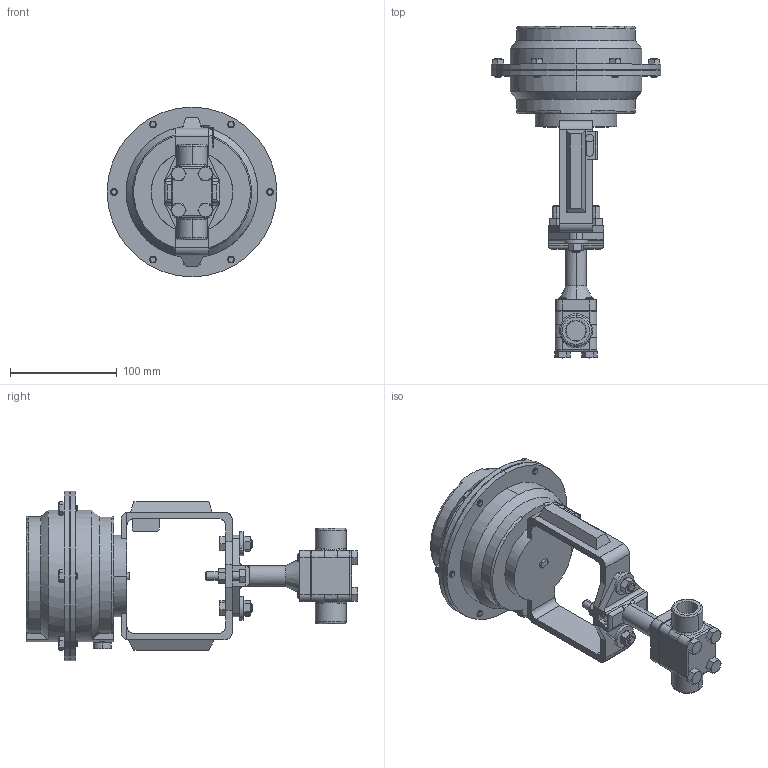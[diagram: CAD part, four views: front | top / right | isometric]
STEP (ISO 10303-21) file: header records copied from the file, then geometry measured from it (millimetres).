
FILE_DESCRIPTION (( 'STEP AP203' ), '1' );
FILE_NAME ('708-050-CS+S6-PT-14M.STEP', '2017-09-13T11:48:22', ( '' ), ( '' ), 'SwSTEP 2.0', 'SolidWorks 2014', '' );
FILE_SCHEMA (( 'CONFIG_CONTROL_DESIGN' ));
Length unit declared in the file: inch
Products named in the file (1): 708-050-CS+S6-PT-14M
Bounding box: 158.75 x 310.48 x 158.75 mm (x, y, z)
Volume: 1314459.1 mm3; surface area: 141362.1 mm2
Topology: 3 solids, 3 shells, 731 faces, 1800 edges, 1120 vertices
Faces by surface type: plane 325, cone 171, cylinder 133, bspline 80, torus 22
Entity records: 29458 total; most frequent: CARTESIAN_POINT 12939, ORIENTED_EDGE 3592, DIRECTION 3122, EDGE_CURVE 1796, AXIS2_PLACEMENT_3D 1136, VERTEX_POINT 1120, VECTOR 850, LINE 850
